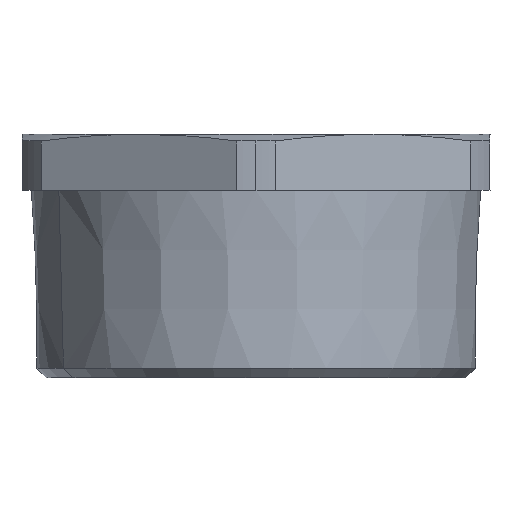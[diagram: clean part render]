
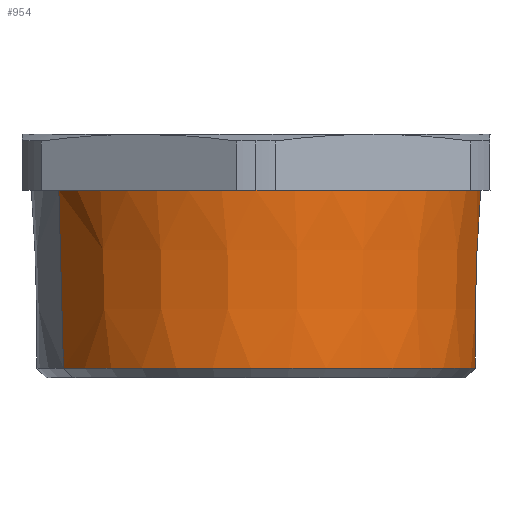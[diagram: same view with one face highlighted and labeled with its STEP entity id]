
A CAD part, front view. The second image highlights one B-rep face of the part: STEP entity #954.
In plain terms, the highlighted conical face has half-angle 1.7 degrees and reference radius 23.406 mm.
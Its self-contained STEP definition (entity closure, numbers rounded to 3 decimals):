
#700=AXIS2_PLACEMENT_3D('Circle Axis2P3D',#698,#699,$) ;
#707=AXIS2_PLACEMENT_3D('Circle Axis2P3D',#705,#706,$) ;
#940=AXIS2_PLACEMENT_3D('Cone Axis2P3D',#937,#938,#939) ;
#944=AXIS2_PLACEMENT_3D('Circle Axis2P3D',#942,#943,$) ;
#693=CARTESIAN_POINT('Vertex',(3.938,16.244,20.)) ;
#698=CARTESIAN_POINT('Axis2P3D Location',(25.,27.75,20.)) ;
#702=CARTESIAN_POINT('Vertex',(25.,3.75,20.)) ;
#705=CARTESIAN_POINT('Axis2P3D Location',(25.,27.75,20.)) ;
#709=CARTESIAN_POINT('Vertex',(46.062,39.256,20.)) ;
#902=CARTESIAN_POINT('Line Origine',(-13002.56,-7089.238,499385.608)) ;
#906=CARTESIAN_POINT('Vertex',(4.432,16.514,1.031)) ;
#909=CARTESIAN_POINT('Line Origine',(13052.56,7144.738,499385.608)) ;
#913=CARTESIAN_POINT('Vertex',(45.568,38.986,1.031)) ;
#937=CARTESIAN_POINT('Axis2P3D Location',(25.,27.75,0.)) ;
#942=CARTESIAN_POINT('Axis2P3D Location',(25.,27.75,1.031)) ;
#699=DIRECTION('Axis2P3D Direction',(0.,0.,-1.)) ;
#706=DIRECTION('Axis2P3D Direction',(0.,0.,-1.)) ;
#903=DIRECTION('Vector Direction',(-0.026,-0.014,1.)) ;
#910=DIRECTION('Vector Direction',(0.026,0.014,1.)) ;
#938=DIRECTION('Axis2P3D Direction',(0.,0.,1.)) ;
#939=DIRECTION('Axis2P3D XDirection',(-0.878,-0.479,0.)) ;
#943=DIRECTION('Axis2P3D Direction',(0.,0.,1.)) ;
#904=VECTOR('Line Direction',#903,1.) ;
#911=VECTOR('Line Direction',#910,1.) ;
#948=ORIENTED_EDGE('',*,*,#915,.T.) ;
#949=ORIENTED_EDGE('',*,*,#711,.T.) ;
#950=ORIENTED_EDGE('',*,*,#704,.T.) ;
#951=ORIENTED_EDGE('',*,*,#908,.F.) ;
#952=ORIENTED_EDGE('',*,*,#946,.T.) ;
#954=ADVANCED_FACE('PartBody',(#953),#941,.T.) ;
#701=CIRCLE('generated circle',#700,24.) ;
#708=CIRCLE('generated circle',#707,24.) ;
#945=CIRCLE('generated circle',#944,23.437) ;
#941=CONICAL_SURFACE('Cone',#940,23.406,0.03) ;
#704=EDGE_CURVE('',#703,#694,#701,.T.) ;
#711=EDGE_CURVE('',#710,#703,#708,.T.) ;
#908=EDGE_CURVE('',#907,#694,#905,.T.) ;
#915=EDGE_CURVE('',#914,#710,#912,.T.) ;
#946=EDGE_CURVE('',#907,#914,#945,.T.) ;
#947=EDGE_LOOP('',(#948,#949,#950,#951,#952)) ;
#953=FACE_OUTER_BOUND('',#947,.T.) ;
#905=LINE('Line',#902,#904) ;
#912=LINE('Line',#909,#911) ;
#694=VERTEX_POINT('',#693) ;
#703=VERTEX_POINT('',#702) ;
#710=VERTEX_POINT('',#709) ;
#907=VERTEX_POINT('',#906) ;
#914=VERTEX_POINT('',#913) ;
